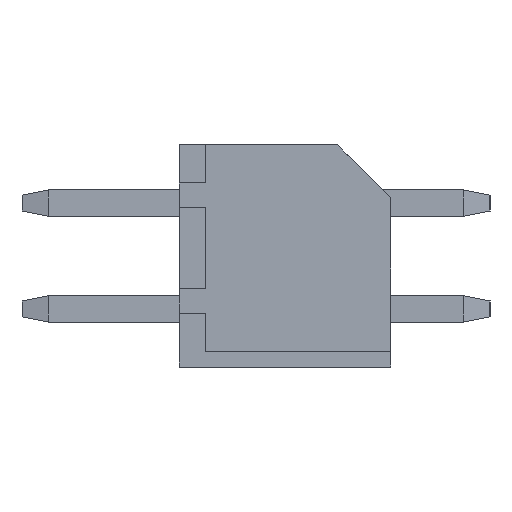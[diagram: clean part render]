
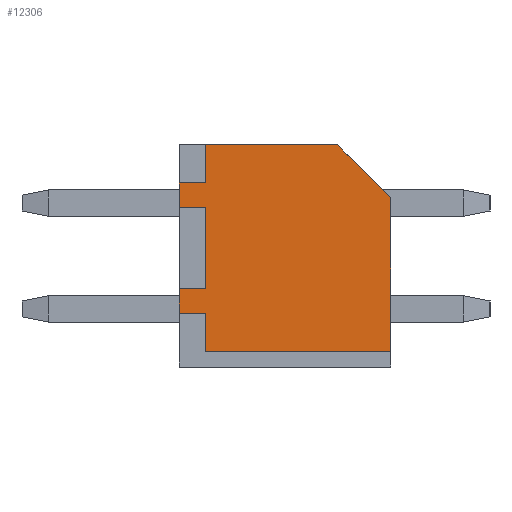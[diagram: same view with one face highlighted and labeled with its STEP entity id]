
A CAD part, left-side view. The second image highlights one B-rep face of the part: STEP entity #12306.
In plain terms, the highlighted planar face has unit normal (-1, 0, 0).
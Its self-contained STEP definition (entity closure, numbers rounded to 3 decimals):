
#12195=CARTESIAN_POINT('',(-9.,0.,0.));
#12196=DIRECTION('',(0.,0.,-1.));
#12197=DIRECTION('',(-1.,-0.,-0.));
#12198=AXIS2_PLACEMENT_3D('',#12195,#12197,#12196);
#12199=PLANE('',#12198);
#12200=CARTESIAN_POINT('',(-9.,-2.,-1.8));
#12201=VERTEX_POINT('',#12200);
#12202=CARTESIAN_POINT('',(-9.,-2.,1.1));
#12203=VERTEX_POINT('',#12202);
#12204=CARTESIAN_POINT('',(-9.,-2.,-1.8));
#12205=DIRECTION('',(0.,0.,1.));
#12206=VECTOR('',#12205,2.9);
#12207=LINE('',#12204,#12206);
#12208=EDGE_CURVE('',#12201,#12203,#12207,.T.);
#12209=ORIENTED_EDGE('',*,*,#12208,.T.);
#12210=CARTESIAN_POINT('',(-9.,-1.,2.1));
#12211=VERTEX_POINT('',#12210);
#12212=CARTESIAN_POINT('',(-9.,-2.,1.1));
#12213=DIRECTION('',(0.,0.707,0.707));
#12214=VECTOR('',#12213,1.414);
#12215=LINE('',#12212,#12214);
#12216=EDGE_CURVE('',#12203,#12211,#12215,.T.);
#12217=ORIENTED_EDGE('',*,*,#12216,.T.);
#12218=CARTESIAN_POINT('',(-9.,1.5,2.1));
#12219=VERTEX_POINT('',#12218);
#12220=CARTESIAN_POINT('',(-9.,-1.,2.1));
#12221=DIRECTION('',(0.,1.,0.));
#12222=VECTOR('',#12221,2.5);
#12223=LINE('',#12220,#12222);
#12224=EDGE_CURVE('',#12211,#12219,#12223,.T.);
#12225=ORIENTED_EDGE('',*,*,#12224,.T.);
#12226=CARTESIAN_POINT('',(-9.,1.5,1.38));
#12227=VERTEX_POINT('',#12226);
#12228=CARTESIAN_POINT('',(-9.,1.5,2.1));
#12229=DIRECTION('',(0.,0.,-1.));
#12230=VECTOR('',#12229,0.72);
#12231=LINE('',#12228,#12230);
#12232=EDGE_CURVE('',#12219,#12227,#12231,.T.);
#12233=ORIENTED_EDGE('',*,*,#12232,.T.);
#12234=CARTESIAN_POINT('',(-9.,2.,1.38));
#12235=VERTEX_POINT('',#12234);
#12236=CARTESIAN_POINT('',(-9.,1.5,1.38));
#12237=DIRECTION('',(0.,1.,0.));
#12238=VECTOR('',#12237,0.5);
#12239=LINE('',#12236,#12238);
#12240=EDGE_CURVE('',#12227,#12235,#12239,.T.);
#12241=ORIENTED_EDGE('',*,*,#12240,.T.);
#12242=CARTESIAN_POINT('',(-9.,2.,0.92));
#12243=VERTEX_POINT('',#12242);
#12244=CARTESIAN_POINT('',(-9.,2.,1.38));
#12245=DIRECTION('',(0.,0.,-1.));
#12246=VECTOR('',#12245,0.46);
#12247=LINE('',#12244,#12246);
#12248=EDGE_CURVE('',#12235,#12243,#12247,.T.);
#12249=ORIENTED_EDGE('',*,*,#12248,.T.);
#12250=CARTESIAN_POINT('',(-9.,1.5,0.92));
#12251=VERTEX_POINT('',#12250);
#12252=CARTESIAN_POINT('',(-9.,2.,0.92));
#12253=DIRECTION('',(0.,-1.,0.));
#12254=VECTOR('',#12253,0.5);
#12255=LINE('',#12252,#12254);
#12256=EDGE_CURVE('',#12243,#12251,#12255,.T.);
#12257=ORIENTED_EDGE('',*,*,#12256,.T.);
#12258=CARTESIAN_POINT('',(-9.,1.5,-0.62));
#12259=VERTEX_POINT('',#12258);
#12260=CARTESIAN_POINT('',(-9.,1.5,0.92));
#12261=DIRECTION('',(0.,0.,-1.));
#12262=VECTOR('',#12261,1.54);
#12263=LINE('',#12260,#12262);
#12264=EDGE_CURVE('',#12251,#12259,#12263,.T.);
#12265=ORIENTED_EDGE('',*,*,#12264,.T.);
#12266=CARTESIAN_POINT('',(-9.,2.,-0.62));
#12267=VERTEX_POINT('',#12266);
#12268=CARTESIAN_POINT('',(-9.,1.5,-0.62));
#12269=DIRECTION('',(0.,1.,0.));
#12270=VECTOR('',#12269,0.5);
#12271=LINE('',#12268,#12270);
#12272=EDGE_CURVE('',#12259,#12267,#12271,.T.);
#12273=ORIENTED_EDGE('',*,*,#12272,.T.);
#12274=CARTESIAN_POINT('',(-9.,2.,-1.08));
#12275=VERTEX_POINT('',#12274);
#12276=CARTESIAN_POINT('',(-9.,2.,-0.62));
#12277=DIRECTION('',(0.,0.,-1.));
#12278=VECTOR('',#12277,0.46);
#12279=LINE('',#12276,#12278);
#12280=EDGE_CURVE('',#12267,#12275,#12279,.T.);
#12281=ORIENTED_EDGE('',*,*,#12280,.T.);
#12282=CARTESIAN_POINT('',(-9.,1.5,-1.08));
#12283=VERTEX_POINT('',#12282);
#12284=CARTESIAN_POINT('',(-9.,2.,-1.08));
#12285=DIRECTION('',(0.,-1.,0.));
#12286=VECTOR('',#12285,0.5);
#12287=LINE('',#12284,#12286);
#12288=EDGE_CURVE('',#12275,#12283,#12287,.T.);
#12289=ORIENTED_EDGE('',*,*,#12288,.T.);
#12290=CARTESIAN_POINT('',(-9.,1.5,-1.8));
#12291=VERTEX_POINT('',#12290);
#12292=CARTESIAN_POINT('',(-9.,1.5,-1.08));
#12293=DIRECTION('',(0.,0.,-1.));
#12294=VECTOR('',#12293,0.72);
#12295=LINE('',#12292,#12294);
#12296=EDGE_CURVE('',#12283,#12291,#12295,.T.);
#12297=ORIENTED_EDGE('',*,*,#12296,.T.);
#12298=CARTESIAN_POINT('',(-9.,1.5,-1.8));
#12299=DIRECTION('',(0.,-1.,0.));
#12300=VECTOR('',#12299,3.5);
#12301=LINE('',#12298,#12300);
#12302=EDGE_CURVE('',#12291,#12201,#12301,.T.);
#12303=ORIENTED_EDGE('',*,*,#12302,.T.);
#12304=EDGE_LOOP('',(#12209,#12217,#12225,#12233,#12241,#12249,#12257,#12265,#12273,#12281,#12289,#12297,#12303));
#12305=FACE_OUTER_BOUND('',#12304,.T.);
#12306=ADVANCED_FACE('',(#12305),#12199,.T.);
